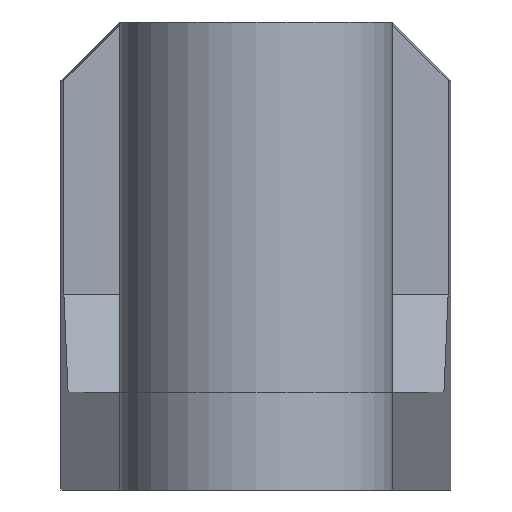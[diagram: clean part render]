
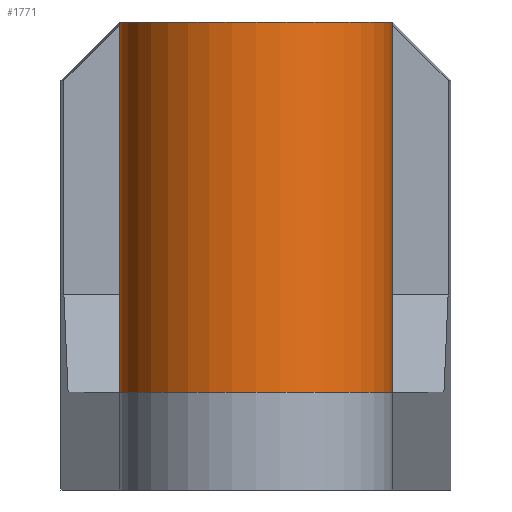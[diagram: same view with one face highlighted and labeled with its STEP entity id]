
A CAD part, left-side view. The second image highlights one B-rep face of the part: STEP entity #1771.
In plain terms, the highlighted cylindrical face has radius 7 mm (diameter 14 mm), a full revolution.
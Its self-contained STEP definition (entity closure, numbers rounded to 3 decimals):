
#760 = VERTEX_POINT('',#761);
#761 = CARTESIAN_POINT('',(0.,-7.,5.));
#774 = PLANE('',#775);
#775 = AXIS2_PLACEMENT_3D('',#776,#777,#778);
#776 = CARTESIAN_POINT('',(-7.,-10.,5.));
#777 = DIRECTION('',(0.,0.,1.));
#778 = DIRECTION('',(1.,0.,0.));
#799 = CYLINDRICAL_SURFACE('',#800,7.);
#800 = AXIS2_PLACEMENT_3D('',#801,#802,#803);
#801 = CARTESIAN_POINT('',(0.,0.,0.));
#802 = DIRECTION('',(-0.,-0.,-1.));
#803 = DIRECTION('',(1.,0.,0.));
#1115 = VERTEX_POINT('',#1116);
#1116 = CARTESIAN_POINT('',(0.,7.,5.));
#1552 = EDGE_CURVE('',#1553,#1115,#1555,.T.);
#1553 = VERTEX_POINT('',#1554);
#1554 = CARTESIAN_POINT('',(7.,0.,5.));
#1555 = SURFACE_CURVE('',#1556,(#1561,#1568),.PCURVE_S1.);
#1556 = CIRCLE('',#1557,7.);
#1557 = AXIS2_PLACEMENT_3D('',#1558,#1559,#1560);
#1558 = CARTESIAN_POINT('',(0.,0.,5.));
#1559 = DIRECTION('',(0.,0.,1.));
#1560 = DIRECTION('',(1.,0.,0.));
#1561 = PCURVE('',#774,#1562);
#1562 = DEFINITIONAL_REPRESENTATION('',(#1563),#1567);
#1563 = CIRCLE('',#1564,7.);
#1564 = AXIS2_PLACEMENT_2D('',#1565,#1566);
#1565 = CARTESIAN_POINT('',(7.,10.));
#1566 = DIRECTION('',(1.,0.));
#1567 = ( GEOMETRIC_REPRESENTATION_CONTEXT(2) 
PARAMETRIC_REPRESENTATION_CONTEXT() REPRESENTATION_CONTEXT('2D SPACE',''
  ) );
#1568 = PCURVE('',#1569,#1574);
#1569 = CYLINDRICAL_SURFACE('',#1570,7.);
#1570 = AXIS2_PLACEMENT_3D('',#1571,#1572,#1573);
#1571 = CARTESIAN_POINT('',(0.,0.,0.));
#1572 = DIRECTION('',(0.,0.,1.));
#1573 = DIRECTION('',(1.,0.,0.));
#1574 = DEFINITIONAL_REPRESENTATION('',(#1575),#1579);
#1575 = LINE('',#1576,#1577);
#1576 = CARTESIAN_POINT('',(0.,5.));
#1577 = VECTOR('',#1578,1.);
#1578 = DIRECTION('',(1.,0.));
#1579 = ( GEOMETRIC_REPRESENTATION_CONTEXT(2) 
PARAMETRIC_REPRESENTATION_CONTEXT() REPRESENTATION_CONTEXT('2D SPACE',''
  ) );
#1581 = EDGE_CURVE('',#760,#1553,#1582,.T.);
#1582 = SURFACE_CURVE('',#1583,(#1588,#1595),.PCURVE_S1.);
#1583 = CIRCLE('',#1584,7.);
#1584 = AXIS2_PLACEMENT_3D('',#1585,#1586,#1587);
#1585 = CARTESIAN_POINT('',(0.,0.,5.));
#1586 = DIRECTION('',(0.,0.,1.));
#1587 = DIRECTION('',(1.,0.,0.));
#1588 = PCURVE('',#774,#1589);
#1589 = DEFINITIONAL_REPRESENTATION('',(#1590),#1594);
#1590 = CIRCLE('',#1591,7.);
#1591 = AXIS2_PLACEMENT_2D('',#1592,#1593);
#1592 = CARTESIAN_POINT('',(7.,10.));
#1593 = DIRECTION('',(1.,0.));
#1594 = ( GEOMETRIC_REPRESENTATION_CONTEXT(2) 
PARAMETRIC_REPRESENTATION_CONTEXT() REPRESENTATION_CONTEXT('2D SPACE',''
  ) );
#1595 = PCURVE('',#1569,#1596);
#1596 = DEFINITIONAL_REPRESENTATION('',(#1597),#1601);
#1597 = LINE('',#1598,#1599);
#1598 = CARTESIAN_POINT('',(0.,5.));
#1599 = VECTOR('',#1600,1.);
#1600 = DIRECTION('',(1.,0.));
#1601 = ( GEOMETRIC_REPRESENTATION_CONTEXT(2) 
PARAMETRIC_REPRESENTATION_CONTEXT() REPRESENTATION_CONTEXT('2D SPACE',''
  ) );
#1610 = EDGE_CURVE('',#1611,#1115,#1613,.T.);
#1611 = VERTEX_POINT('',#1612);
#1612 = CARTESIAN_POINT('',(-7.,0.,5.));
#1613 = SURFACE_CURVE('',#1614,(#1619,#1626),.PCURVE_S1.);
#1614 = CIRCLE('',#1615,7.);
#1615 = AXIS2_PLACEMENT_3D('',#1616,#1617,#1618);
#1616 = CARTESIAN_POINT('',(0.,0.,5.));
#1617 = DIRECTION('',(0.,0.,-1.));
#1618 = DIRECTION('',(1.,0.,0.));
#1619 = PCURVE('',#799,#1620);
#1620 = DEFINITIONAL_REPRESENTATION('',(#1621),#1625);
#1621 = LINE('',#1622,#1623);
#1622 = CARTESIAN_POINT('',(-6.283,-5.));
#1623 = VECTOR('',#1624,1.);
#1624 = DIRECTION('',(1.,-0.));
#1625 = ( GEOMETRIC_REPRESENTATION_CONTEXT(2) 
PARAMETRIC_REPRESENTATION_CONTEXT() REPRESENTATION_CONTEXT('2D SPACE',''
  ) );
#1626 = PCURVE('',#1569,#1627);
#1627 = DEFINITIONAL_REPRESENTATION('',(#1628),#1632);
#1628 = LINE('',#1629,#1630);
#1629 = CARTESIAN_POINT('',(6.283,5.));
#1630 = VECTOR('',#1631,1.);
#1631 = DIRECTION('',(-1.,0.));
#1632 = ( GEOMETRIC_REPRESENTATION_CONTEXT(2) 
PARAMETRIC_REPRESENTATION_CONTEXT() REPRESENTATION_CONTEXT('2D SPACE',''
  ) );
#1634 = EDGE_CURVE('',#760,#1611,#1635,.T.);
#1635 = SURFACE_CURVE('',#1636,(#1641,#1648),.PCURVE_S1.);
#1636 = CIRCLE('',#1637,7.);
#1637 = AXIS2_PLACEMENT_3D('',#1638,#1639,#1640);
#1638 = CARTESIAN_POINT('',(0.,0.,5.));
#1639 = DIRECTION('',(0.,0.,-1.));
#1640 = DIRECTION('',(1.,0.,0.));
#1641 = PCURVE('',#799,#1642);
#1642 = DEFINITIONAL_REPRESENTATION('',(#1643),#1647);
#1643 = LINE('',#1644,#1645);
#1644 = CARTESIAN_POINT('',(-6.283,-5.));
#1645 = VECTOR('',#1646,1.);
#1646 = DIRECTION('',(1.,-0.));
#1647 = ( GEOMETRIC_REPRESENTATION_CONTEXT(2) 
PARAMETRIC_REPRESENTATION_CONTEXT() REPRESENTATION_CONTEXT('2D SPACE',''
  ) );
#1648 = PCURVE('',#1569,#1649);
#1649 = DEFINITIONAL_REPRESENTATION('',(#1650),#1654);
#1650 = LINE('',#1651,#1652);
#1651 = CARTESIAN_POINT('',(6.283,5.));
#1652 = VECTOR('',#1653,1.);
#1653 = DIRECTION('',(-1.,0.));
#1654 = ( GEOMETRIC_REPRESENTATION_CONTEXT(2) 
PARAMETRIC_REPRESENTATION_CONTEXT() REPRESENTATION_CONTEXT('2D SPACE',''
  ) );
#1771 = ADVANCED_FACE('',(#1772),#1569,.T.);
#1772 = FACE_BOUND('',#1773,.T.);
#1773 = EDGE_LOOP('',(#1774,#1797,#1824,#1825,#1826,#1827,#1828));
#1774 = ORIENTED_EDGE('',*,*,#1775,.T.);
#1775 = EDGE_CURVE('',#1553,#1776,#1778,.T.);
#1776 = VERTEX_POINT('',#1777);
#1777 = CARTESIAN_POINT('',(7.,0.,24.));
#1778 = SEAM_CURVE('',#1779,(#1783,#1790),.PCURVE_S1.);
#1779 = LINE('',#1780,#1781);
#1780 = CARTESIAN_POINT('',(7.,0.,0.));
#1781 = VECTOR('',#1782,1.);
#1782 = DIRECTION('',(0.,0.,1.));
#1783 = PCURVE('',#1569,#1784);
#1784 = DEFINITIONAL_REPRESENTATION('',(#1785),#1789);
#1785 = LINE('',#1786,#1787);
#1786 = CARTESIAN_POINT('',(6.283,-0.));
#1787 = VECTOR('',#1788,1.);
#1788 = DIRECTION('',(0.,1.));
#1789 = ( GEOMETRIC_REPRESENTATION_CONTEXT(2) 
PARAMETRIC_REPRESENTATION_CONTEXT() REPRESENTATION_CONTEXT('2D SPACE',''
  ) );
#1790 = PCURVE('',#1569,#1791);
#1791 = DEFINITIONAL_REPRESENTATION('',(#1792),#1796);
#1792 = LINE('',#1793,#1794);
#1793 = CARTESIAN_POINT('',(0.,-0.));
#1794 = VECTOR('',#1795,1.);
#1795 = DIRECTION('',(0.,1.));
#1796 = ( GEOMETRIC_REPRESENTATION_CONTEXT(2) 
PARAMETRIC_REPRESENTATION_CONTEXT() REPRESENTATION_CONTEXT('2D SPACE',''
  ) );
#1797 = ORIENTED_EDGE('',*,*,#1798,.F.);
#1798 = EDGE_CURVE('',#1776,#1776,#1799,.T.);
#1799 = SURFACE_CURVE('',#1800,(#1805,#1812),.PCURVE_S1.);
#1800 = CIRCLE('',#1801,7.);
#1801 = AXIS2_PLACEMENT_3D('',#1802,#1803,#1804);
#1802 = CARTESIAN_POINT('',(0.,0.,24.));
#1803 = DIRECTION('',(0.,0.,1.));
#1804 = DIRECTION('',(1.,0.,0.));
#1805 = PCURVE('',#1569,#1806);
#1806 = DEFINITIONAL_REPRESENTATION('',(#1807),#1811);
#1807 = LINE('',#1808,#1809);
#1808 = CARTESIAN_POINT('',(0.,24.));
#1809 = VECTOR('',#1810,1.);
#1810 = DIRECTION('',(1.,0.));
#1811 = ( GEOMETRIC_REPRESENTATION_CONTEXT(2) 
PARAMETRIC_REPRESENTATION_CONTEXT() REPRESENTATION_CONTEXT('2D SPACE',''
  ) );
#1812 = PCURVE('',#1813,#1818);
#1813 = PLANE('',#1814);
#1814 = AXIS2_PLACEMENT_3D('',#1815,#1816,#1817);
#1815 = CARTESIAN_POINT('',(0.,0.,24.));
#1816 = DIRECTION('',(0.,0.,1.));
#1817 = DIRECTION('',(1.,0.,0.));
#1818 = DEFINITIONAL_REPRESENTATION('',(#1819),#1823);
#1819 = CIRCLE('',#1820,7.);
#1820 = AXIS2_PLACEMENT_2D('',#1821,#1822);
#1821 = CARTESIAN_POINT('',(0.,0.));
#1822 = DIRECTION('',(1.,0.));
#1823 = ( GEOMETRIC_REPRESENTATION_CONTEXT(2) 
PARAMETRIC_REPRESENTATION_CONTEXT() REPRESENTATION_CONTEXT('2D SPACE',''
  ) );
#1824 = ORIENTED_EDGE('',*,*,#1775,.F.);
#1825 = ORIENTED_EDGE('',*,*,#1552,.T.);
#1826 = ORIENTED_EDGE('',*,*,#1610,.F.);
#1827 = ORIENTED_EDGE('',*,*,#1634,.F.);
#1828 = ORIENTED_EDGE('',*,*,#1581,.T.);
